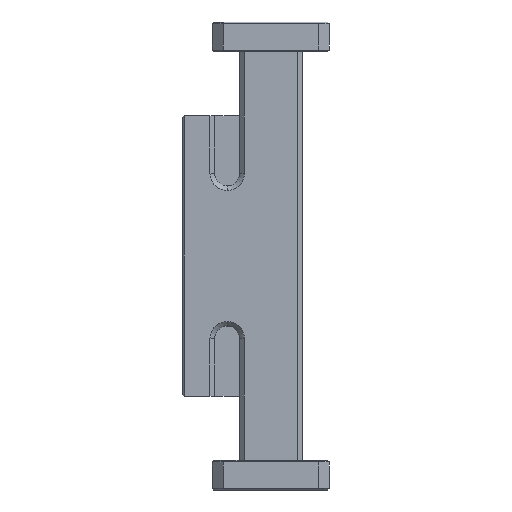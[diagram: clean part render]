
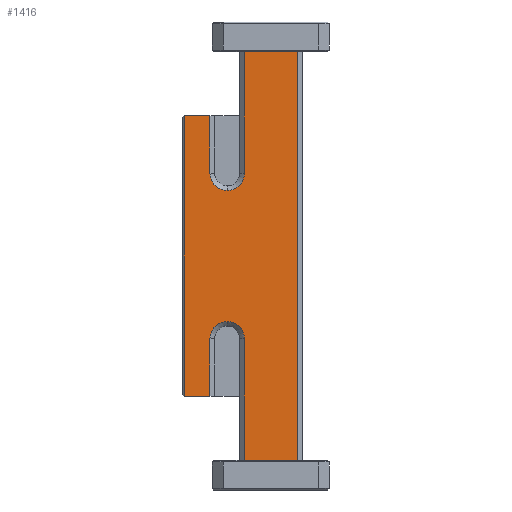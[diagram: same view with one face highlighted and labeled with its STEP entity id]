
A CAD part, left-side view. The second image highlights one B-rep face of the part: STEP entity #1416.
In plain terms, the highlighted planar face has unit normal (-1, 0, 0).
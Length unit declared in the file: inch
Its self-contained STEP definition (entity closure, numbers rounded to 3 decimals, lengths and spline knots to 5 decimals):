
#149 = CARTESIAN_POINT ( 'NONE',  ( -0.2, 0.17, -1.31 ) ) ;
#201 = CARTESIAN_POINT ( 'NONE',  ( -0.2, 0.17, 1.5 ) ) ;
#254 = CARTESIAN_POINT ( 'NONE',  ( -0.2, 0.28, 0.53 ) ) ;
#484 = LINE ( 'NONE', #3815, #6503 ) ;
#492 = EDGE_CURVE ( 'NONE', #2188, #1141, #6073, .T. ) ;
#824 = EDGE_CURVE ( 'NONE', #3367, #3337, #6865, .T. ) ;
#866 = ORIENTED_EDGE ( 'NONE', *, *, #8572, .T. ) ;
#925 = CIRCLE ( 'NONE', #7493, 0.11 ) ;
#1028 = CIRCLE ( 'NONE', #5634, 0.11 ) ;
#1031 = DIRECTION ( 'NONE',  ( 0., 1., 0. ) ) ;
#1040 = AXIS2_PLACEMENT_3D ( 'NONE', #1218, #3279, #5183 ) ;
#1042 = ORIENTED_EDGE ( 'NONE', *, *, #8609, .T. ) ;
#1127 = ORIENTED_EDGE ( 'NONE', *, *, #3160, .F. ) ;
#1141 = VERTEX_POINT ( 'NONE', #6178 ) ;
#1218 = CARTESIAN_POINT ( 'NONE',  ( -0.2, 0.28, 0.53 ) ) ;
#1382 = CARTESIAN_POINT ( 'NONE',  ( -0.2, 0.17, 1.5 ) ) ;
#1416 = ADVANCED_FACE ( 'NONE', ( #7729 ), #5692, .F. ) ;
#1573 = CARTESIAN_POINT ( 'NONE',  ( -0.2, 0.28, -0.53 ) ) ;
#1594 = LINE ( 'NONE', #6919, #6191 ) ;
#1621 = DIRECTION ( 'NONE',  ( 1., 0., 0. ) ) ;
#1686 = EDGE_CURVE ( 'NONE', #6898, #8446, #1028, .T. ) ;
#1750 = VECTOR ( 'NONE', #5058, 39.37008 ) ;
#1753 = DIRECTION ( 'NONE',  ( 1., 0., 0. ) ) ;
#1805 = CARTESIAN_POINT ( 'NONE',  ( -0.2, 0., 0.9 ) ) ;
#1856 = DIRECTION ( 'NONE',  ( 1., 0., 0. ) ) ;
#2039 = EDGE_CURVE ( 'NONE', #3367, #5901, #1594, .T. ) ;
#2099 = ORIENTED_EDGE ( 'NONE', *, *, #492, .T. ) ;
#2188 = VERTEX_POINT ( 'NONE', #7132 ) ;
#2427 = CARTESIAN_POINT ( 'NONE',  ( -0.2, 0.39, 0.53 ) ) ;
#2517 = CARTESIAN_POINT ( 'NONE',  ( -0.2, -0.17, 1.31 ) ) ;
#2686 = ORIENTED_EDGE ( 'NONE', *, *, #3853, .T. ) ;
#2771 = DIRECTION ( 'NONE',  ( 0., 0., 1. ) ) ;
#2858 = EDGE_CURVE ( 'NONE', #7665, #8192, #3716, .T. ) ;
#2978 = VERTEX_POINT ( 'NONE', #3146 ) ;
#2987 = CARTESIAN_POINT ( 'NONE',  ( -0.2, 0.17, 1.31 ) ) ;
#3032 = VECTOR ( 'NONE', #6932, 39.37008 ) ;
#3146 = CARTESIAN_POINT ( 'NONE',  ( -0.2, 0.17, -0.53 ) ) ;
#3150 = VECTOR ( 'NONE', #7847, 39.37008 ) ;
#3160 = EDGE_CURVE ( 'NONE', #7890, #5732, #6706, .T. ) ;
#3192 = CARTESIAN_POINT ( 'NONE',  ( -0.2, 0.2, -1.31 ) ) ;
#3279 = DIRECTION ( 'NONE',  ( 1., 0., 0. ) ) ;
#3333 = EDGE_LOOP ( 'NONE', ( #4640, #3763, #1042, #2099, #6712, #2686, #7388, #1127, #3940, #8041, #8266, #5246, #4040, #866 ) ) ;
#3337 = VERTEX_POINT ( 'NONE', #7489 ) ;
#3367 = VERTEX_POINT ( 'NONE', #4953 ) ;
#3716 = LINE ( 'NONE', #7017, #1750 ) ;
#3763 = ORIENTED_EDGE ( 'NONE', *, *, #2039, .T. ) ;
#3815 = CARTESIAN_POINT ( 'NONE',  ( -0.2, 0., -0.9 ) ) ;
#3853 = EDGE_CURVE ( 'NONE', #7676, #2978, #925, .T. ) ;
#3940 = ORIENTED_EDGE ( 'NONE', *, *, #7239, .T. ) ;
#4040 = ORIENTED_EDGE ( 'NONE', *, *, #1686, .T. ) ;
#4348 = DIRECTION ( 'NONE',  ( 0., 0., -1. ) ) ;
#4387 = CARTESIAN_POINT ( 'NONE',  ( -0.2, -0.17, 1.5 ) ) ;
#4426 = DIRECTION ( 'NONE',  ( 0., -1., 0. ) ) ;
#4640 = ORIENTED_EDGE ( 'NONE', *, *, #824, .F. ) ;
#4802 = CIRCLE ( 'NONE', #1040, 0.11 ) ;
#4953 = CARTESIAN_POINT ( 'NONE',  ( -0.2, 0.555, 0.9 ) ) ;
#4956 = VECTOR ( 'NONE', #6611, 39.37008 ) ;
#5004 = DIRECTION ( 'NONE',  ( 0., 0., 1. ) ) ;
#5058 = DIRECTION ( 'NONE',  ( 0., -1., 0. ) ) ;
#5086 = EDGE_CURVE ( 'NONE', #5326, #6898, #4802, .T. ) ;
#5136 = VECTOR ( 'NONE', #2771, 39.37008 ) ;
#5165 = DIRECTION ( 'NONE',  ( 0., 0., 1. ) ) ;
#5183 = DIRECTION ( 'NONE',  ( 0., 1., 0. ) ) ;
#5202 = LINE ( 'NONE', #6648, #5538 ) ;
#5246 = ORIENTED_EDGE ( 'NONE', *, *, #5086, .T. ) ;
#5326 = VERTEX_POINT ( 'NONE', #7013 ) ;
#5538 = VECTOR ( 'NONE', #5165, 39.37008 ) ;
#5545 = AXIS2_PLACEMENT_3D ( 'NONE', #8482, #1753, #8368 ) ;
#5583 = CARTESIAN_POINT ( 'NONE',  ( -0.2, 0.28, 0.42 ) ) ;
#5602 = EDGE_CURVE ( 'NONE', #7665, #5326, #7413, .T. ) ;
#5634 = AXIS2_PLACEMENT_3D ( 'NONE', #254, #7007, #1031 ) ;
#5692 = PLANE ( 'NONE',  #5545 ) ;
#5732 = VERTEX_POINT ( 'NONE', #149 ) ;
#5901 = VERTEX_POINT ( 'NONE', #6435 ) ;
#6018 = CARTESIAN_POINT ( 'NONE',  ( -0.2, 0.39, 1.5 ) ) ;
#6073 = LINE ( 'NONE', #6018, #5136 ) ;
#6178 = CARTESIAN_POINT ( 'NONE',  ( -0.2, 0.39, -0.53 ) ) ;
#6191 = VECTOR ( 'NONE', #4348, 39.37008 ) ;
#6332 = DIRECTION ( 'NONE',  ( 0., 1., 0. ) ) ;
#6435 = CARTESIAN_POINT ( 'NONE',  ( -0.2, 0.555, -0.9 ) ) ;
#6503 = VECTOR ( 'NONE', #7872, 39.37008 ) ;
#6568 = CARTESIAN_POINT ( 'NONE',  ( -0.2, 0.28, -0.53 ) ) ;
#6611 = DIRECTION ( 'NONE',  ( 0., 0., -1. ) ) ;
#6648 = CARTESIAN_POINT ( 'NONE',  ( -0.2, 0.39, 1.5 ) ) ;
#6706 = LINE ( 'NONE', #3192, #3150 ) ;
#6712 = ORIENTED_EDGE ( 'NONE', *, *, #8237, .T. ) ;
#6865 = LINE ( 'NONE', #1805, #7095 ) ;
#6884 = LINE ( 'NONE', #201, #3032 ) ;
#6898 = VERTEX_POINT ( 'NONE', #5583 ) ;
#6919 = CARTESIAN_POINT ( 'NONE',  ( -0.2, 0.555, 1.5 ) ) ;
#6932 = DIRECTION ( 'NONE',  ( 0., 0., -1. ) ) ;
#7007 = DIRECTION ( 'NONE',  ( 1., 0., 0. ) ) ;
#7013 = CARTESIAN_POINT ( 'NONE',  ( -0.2, 0.17, 0.53 ) ) ;
#7017 = CARTESIAN_POINT ( 'NONE',  ( -0.2, 0.2, 1.31 ) ) ;
#7095 = VECTOR ( 'NONE', #4426, 39.37008 ) ;
#7132 = CARTESIAN_POINT ( 'NONE',  ( -0.2, 0.39, -0.9 ) ) ;
#7200 = AXIS2_PLACEMENT_3D ( 'NONE', #6568, #1856, #7836 ) ;
#7239 = EDGE_CURVE ( 'NONE', #7890, #8192, #8380, .T. ) ;
#7337 = CIRCLE ( 'NONE', #7200, 0.11 ) ;
#7388 = ORIENTED_EDGE ( 'NONE', *, *, #8001, .T. ) ;
#7413 = LINE ( 'NONE', #1382, #4956 ) ;
#7489 = CARTESIAN_POINT ( 'NONE',  ( -0.2, 0.39, 0.9 ) ) ;
#7493 = AXIS2_PLACEMENT_3D ( 'NONE', #1573, #1621, #6332 ) ;
#7665 = VERTEX_POINT ( 'NONE', #2987 ) ;
#7676 = VERTEX_POINT ( 'NONE', #7731 ) ;
#7729 = FACE_OUTER_BOUND ( 'NONE', #3333, .T. ) ;
#7731 = CARTESIAN_POINT ( 'NONE',  ( -0.2, 0.28, -0.42 ) ) ;
#7836 = DIRECTION ( 'NONE',  ( 0., 1., 0. ) ) ;
#7847 = DIRECTION ( 'NONE',  ( 0., 1., 0. ) ) ;
#7856 = CARTESIAN_POINT ( 'NONE',  ( -0.2, -0.17, -1.31 ) ) ;
#7872 = DIRECTION ( 'NONE',  ( 0., -1., 0. ) ) ;
#7890 = VERTEX_POINT ( 'NONE', #7856 ) ;
#8001 = EDGE_CURVE ( 'NONE', #2978, #5732, #6884, .T. ) ;
#8041 = ORIENTED_EDGE ( 'NONE', *, *, #2858, .F. ) ;
#8192 = VERTEX_POINT ( 'NONE', #2517 ) ;
#8237 = EDGE_CURVE ( 'NONE', #1141, #7676, #7337, .T. ) ;
#8266 = ORIENTED_EDGE ( 'NONE', *, *, #5602, .T. ) ;
#8368 = DIRECTION ( 'NONE',  ( 0., 1., 0. ) ) ;
#8380 = LINE ( 'NONE', #4387, #8607 ) ;
#8446 = VERTEX_POINT ( 'NONE', #2427 ) ;
#8482 = CARTESIAN_POINT ( 'NONE',  ( -0.2, 0.2, 1.5 ) ) ;
#8572 = EDGE_CURVE ( 'NONE', #8446, #3337, #5202, .T. ) ;
#8607 = VECTOR ( 'NONE', #5004, 39.37008 ) ;
#8609 = EDGE_CURVE ( 'NONE', #5901, #2188, #484, .T. ) ;
